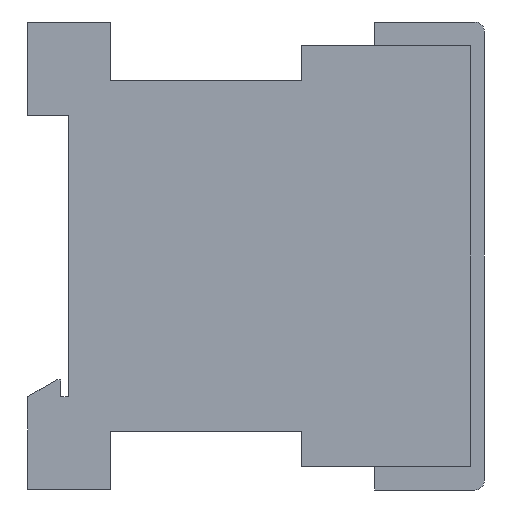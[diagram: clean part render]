
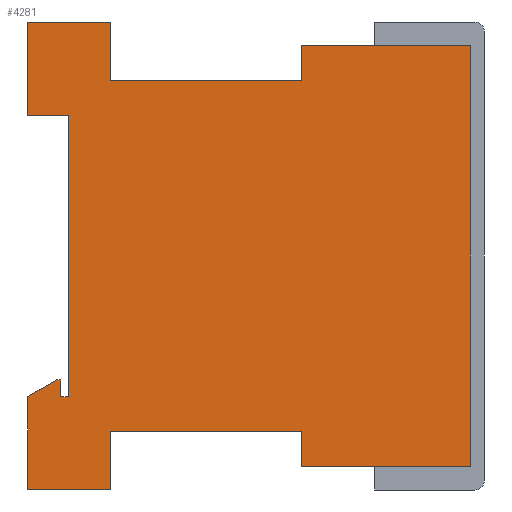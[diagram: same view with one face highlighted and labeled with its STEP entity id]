
A CAD part, left-side view. The second image highlights one B-rep face of the part: STEP entity #4281.
In plain terms, the highlighted planar face has unit normal (-1, 0, 0).
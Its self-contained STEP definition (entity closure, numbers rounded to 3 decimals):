
#3276=CARTESIAN_POINT('POINT95013',(-22.501,-54.922,
   -26.1));
#3277=VERTEX_POINT('VERTEX95013',#3276);
#3284=CARTESIAN_POINT('POINT95014',(-22.501,-34.02,
   -26.1));
#3285=VERTEX_POINT('VERTEX95014',#3284);
#3286=CARTESIAN_POINT('POS164769',(-22.501,-51.03,
   -26.1));
#3287=DIRECTION('DIR216715',(0.,-1.,0.))
   ;
#3288=VECTOR('VEC112823',#3287,25.4);
#3289=LINE('STRAIGHT112823',#3286,#3288);
#3290=EDGE_CURVE('EDGE142497',#3285,#3277,#3289,.T.);
#3300=CARTESIAN_POINT('POINT95015',(-22.501,-34.02,
   -21.75));
#3301=VERTEX_POINT('VERTEX95015',#3300);
#3302=CARTESIAN_POINT('POS164770',(-22.501,-34.02,
   -32.626));
#3303=DIRECTION('DIR216716',(0.,0.,-1.));
#3304=VECTOR('VEC112824',#3303,25.4);
#3305=LINE('STRAIGHT112824',#3302,#3304);
#3306=EDGE_CURVE('EDGE142499',#3301,#3285,#3305,.T.);
#3358=CARTESIAN_POINT('POINT95017',(-22.501,
   -10.309,-21.75));
#3359=VERTEX_POINT('VERTEX95017',#3358);
#3360=CARTESIAN_POINT('POS164774',(-22.501,-39.433
   ,-21.75));
#3361=DIRECTION('DIR216720',(0.,-1.,0.))
   ;
#3362=VECTOR('VEC112828',#3361,25.4);
#3363=LINE('STRAIGHT112828',#3360,#3362);
#3364=EDGE_CURVE('EDGE142508',#3359,#3301,#3363,.T.);
#3438=CARTESIAN_POINT('POINT95019',(-22.501,
   -10.309,-29.));
#3439=VERTEX_POINT('VERTEX95019',#3438);
#3440=CARTESIAN_POINT('POS164777',(-22.501,-10.309
   ,-32.626));
#3441=DIRECTION('DIR216724',(0.,0.,1.));
#3442=VECTOR('VEC112830',#3441,25.4);
#3443=LINE('STRAIGHT112830',#3440,#3442);
#3444=EDGE_CURVE('EDGE142512',#3439,#3359,#3443,.T.);
#3469=CARTESIAN_POINT('POINT95020',(-22.501,0.
   ,-29.));
#3470=VERTEX_POINT('VERTEX95020',#3469);
#3471=CARTESIAN_POINT('POS164781',(-22.501,0.,
   -29.));
#3472=DIRECTION('DIR216729',(0.,-1.,0.))
   ;
#3473=VECTOR('VEC112833',#3472,25.4);
#3474=LINE('STRAIGHT112833',#3471,#3473);
#3475=EDGE_CURVE('EDGE142515',#3470,#3439,#3474,.T.);
#3495=CARTESIAN_POINT('POINT95021',(-22.501,0.
   ,-17.464));
#3496=VERTEX_POINT('VERTEX95021',#3495);
#3497=CARTESIAN_POINT('POS164783',(-22.501,0.,
   -29.));
#3498=DIRECTION('DIR216732',(0.,0.,1.));
#3499=VECTOR('VEC112834',#3498,25.4);
#3500=LINE('STRAIGHT112834',#3497,#3499);
#3501=EDGE_CURVE('EDGE142517',#3470,#3496,#3500,.T.);
#3512=CARTESIAN_POINT('POINT95022',(-22.501,-3.594,
   -15.389));
#3513=VERTEX_POINT('VERTEX95022',#3512);
#3514=CARTESIAN_POINT('POS164784',(-22.501,-14.424
   ,-9.137));
#3515=DIRECTION('DIR216733',(0.,0.866
   ,-0.5));
#3516=VECTOR('VEC112835',#3515,25.4);
#3517=LINE('STRAIGHT112835',#3514,#3516);
#3518=EDGE_CURVE('EDGE142519',#3513,#3496,#3517,.T.);
#3544=CARTESIAN_POINT('POINT95024',(-22.501,-4.089,
   -15.389));
#3545=VERTEX_POINT('VERTEX95024',#3544);
#3546=CARTESIAN_POINT('POS164788',(-22.501,-29.62,
   -15.389));
#3547=DIRECTION('DIR216738',(0.,1.,0.));
#3548=VECTOR('VEC112838',#3547,25.4);
#3549=LINE('STRAIGHT112838',#3546,#3548);
#3550=EDGE_CURVE('EDGE142522',#3545,#3513,#3549,.T.);
#3575=CARTESIAN_POINT('POINT95026',(-22.501,-4.089,
   -17.488));
#3576=VERTEX_POINT('VERTEX95026',#3575);
#3577=CARTESIAN_POINT('POS164792',(-22.501,-4.089,
   -14.5));
#3578=DIRECTION('DIR216743',(0.,0.,1.));
#3579=VECTOR('VEC112841',#3578,25.4);
#3580=LINE('STRAIGHT112841',#3577,#3579);
#3581=EDGE_CURVE('EDGE142525',#3576,#3545,#3580,.T.);
#3614=CARTESIAN_POINT('POINT95029',(-22.501,-5.08,
   -17.488));
#3615=VERTEX_POINT('VERTEX95029',#3614);
#3616=CARTESIAN_POINT('POS164797',(-22.501,-30.643,
   -17.488));
#3617=DIRECTION('DIR216749',(0.,1.,0.));
#3618=VECTOR('VEC112845',#3617,25.4);
#3619=LINE('STRAIGHT112845',#3616,#3618);
#3620=EDGE_CURVE('EDGE142529',#3615,#3576,#3619,.T.);
#3637=CARTESIAN_POINT('POINT95030',(-22.501,-34.02,
   21.75));
#3638=VERTEX_POINT('VERTEX95030',#3637);
#3641=CARTESIAN_POINT('POINT95031',(-22.501,-34.02,
   26.1));
#3642=VERTEX_POINT('VERTEX95031',#3641);
#3643=CARTESIAN_POINT('POS164800',(-22.501,-34.02,
   3.625));
#3644=DIRECTION('DIR216753',(0.,0.,-1.));
#3645=VECTOR('VEC112847',#3644,25.4);
#3646=LINE('STRAIGHT112847',#3643,#3645);
#3647=EDGE_CURVE('EDGE142532',#3642,#3638,#3646,.T.);
#3654=CARTESIAN_POINT('POINT95032',(-22.501,-54.922,
   26.1));
#3655=VERTEX_POINT('VERTEX95032',#3654);
#3664=CARTESIAN_POINT('POS164802',(-22.501,-51.03,
   26.1));
#3665=DIRECTION('DIR216755',(0.,1.,0.));
#3666=VECTOR('VEC112849',#3665,25.4);
#3667=LINE('STRAIGHT112849',#3664,#3666);
#3668=EDGE_CURVE('EDGE142535',#3655,#3642,#3667,.T.);
#3690=CARTESIAN_POINT('POS164804',(-22.501,-54.922,
   -14.5));
#3691=DIRECTION('DIR216757',(0.,0.,1.));
#3692=VECTOR('VEC112851',#3691,25.4);
#3693=LINE('STRAIGHT112851',#3690,#3692);
#3694=EDGE_CURVE('EDGE142537',#3277,#3655,#3693,.T.);
#3759=CARTESIAN_POINT('POINT95034',(-22.501,-5.08,
   17.488));
#3760=VERTEX_POINT('VERTEX95034',#3759);
#3761=CARTESIAN_POINT('POS164808',(-22.501,-5.08,
   -14.5));
#3762=DIRECTION('DIR216762',(0.,0.,-1.));
#3763=VECTOR('VEC112854',#3762,25.4);
#3764=LINE('STRAIGHT112854',#3761,#3763);
#3765=EDGE_CURVE('EDGE142544',#3760,#3615,#3764,.T.);
#4039=CARTESIAN_POINT('POINT95053',(-22.501,
   -10.309,21.75));
#4040=VERTEX_POINT('VERTEX95053',#4039);
#4043=CARTESIAN_POINT('POS164840',(-22.501,-39.433
   ,21.75));
#4044=DIRECTION('DIR216802',(0.,1.,0.));
#4045=VECTOR('VEC112878',#4044,25.4);
#4046=LINE('STRAIGHT112878',#4043,#4045);
#4047=EDGE_CURVE('EDGE142574',#3638,#4040,#4046,.T.);
#4214=CARTESIAN_POINT('POINT95059',(-22.501,0.
   ,29.));
#4215=VERTEX_POINT('VERTEX95059',#4214);
#4218=CARTESIAN_POINT('POINT95060',(-22.501,
   -10.309,29.));
#4219=VERTEX_POINT('VERTEX95060',#4218);
#4220=CARTESIAN_POINT('POS164852',(-22.501,0.,
   29.));
#4221=DIRECTION('DIR216818',(0.,1.,0.));
#4222=VECTOR('VEC112886',#4221,25.4);
#4223=LINE('STRAIGHT112886',#4220,#4222);
#4224=EDGE_CURVE('EDGE142586',#4219,#4215,#4223,.T.);
#4242=ORIENTED_EDGE('COEDGE285138',*,*,#3694,.T.);
#4243=ORIENTED_EDGE('COEDGE285139',*,*,#3668,.T.);
#4244=ORIENTED_EDGE('COEDGE285140',*,*,#3647,.T.);
#4245=ORIENTED_EDGE('COEDGE285141',*,*,#4047,.T.);
#4246=CARTESIAN_POINT('POS164855',(-22.501,-10.309
   ,3.625));
#4247=DIRECTION('DIR216822',(0.,0.,1.));
#4248=VECTOR('VEC112888',#4247,25.4);
#4249=LINE('STRAIGHT112888',#4246,#4248);
#4250=EDGE_CURVE('EDGE142588',#4040,#4219,#4249,.T.);
#4251=ORIENTED_EDGE('COEDGE285142',*,*,#4250,.T.);
#4252=ORIENTED_EDGE('COEDGE285143',*,*,#4224,.T.);
#4253=CARTESIAN_POINT('POINT95061',(-22.501,0.,17.488
   ));
#4254=VERTEX_POINT('VERTEX95061',#4253);
#4255=EDGE_CURVE('EDGE142589',#4254,#4215,#3500,.T.);
#4256=ORIENTED_EDGE('COEDGE285144',*,*,#4255,.F.);
#4257=CARTESIAN_POINT('POS164856',(-22.501,-30.643,
   17.488));
#4258=DIRECTION('DIR216823',(0.,-1.,0.))
   ;
#4259=VECTOR('VEC112889',#4258,25.4);
#4260=LINE('STRAIGHT112889',#4257,#4259);
#4261=EDGE_CURVE('EDGE142590',#4254,#3760,#4260,.T.);
#4262=ORIENTED_EDGE('COEDGE285145',*,*,#4261,.T.);
#4263=ORIENTED_EDGE('COEDGE285146',*,*,#3765,.T.);
#4264=ORIENTED_EDGE('COEDGE285147',*,*,#3620,.T.);
#4265=ORIENTED_EDGE('COEDGE285148',*,*,#3581,.T.);
#4266=ORIENTED_EDGE('COEDGE285149',*,*,#3550,.T.);
#4267=ORIENTED_EDGE('COEDGE285150',*,*,#3518,.T.);
#4268=ORIENTED_EDGE('COEDGE285151',*,*,#3501,.F.);
#4269=ORIENTED_EDGE('COEDGE285152',*,*,#3475,.T.);
#4270=ORIENTED_EDGE('COEDGE285153',*,*,#3444,.T.);
#4271=ORIENTED_EDGE('COEDGE285154',*,*,#3364,.T.);
#4272=ORIENTED_EDGE('COEDGE285155',*,*,#3306,.T.);
#4273=ORIENTED_EDGE('COEDGE285156',*,*,#3290,.T.);
#4274=EDGE_LOOP('NONE',(#4242,#4243,#4244,#4245,#4251,#4252,#4256,#4262,
   #4263,#4264,#4265,#4266,#4267,#4268,#4269,#4270,#4271,#4272,#4273));
#4275=FACE_BOUND('LOOP1',#4274,.T.);
#4276=CARTESIAN_POINT('POS164857',(-22.501,-56.7,
   -29.));
#4277=DIRECTION('DIR216824',(-1.,0.,0.));
#4278=DIRECTION('DIR216825',(0.,1.,0.));
#4279=AXIS2_PLACEMENT_3D('AXIS51968',#4276,#4277,#4278);
#4280=PLANE('PLANE36437',#4279);
#4281=ADVANCED_FACE('FACE53572',(#4275),#4280,.T.);
